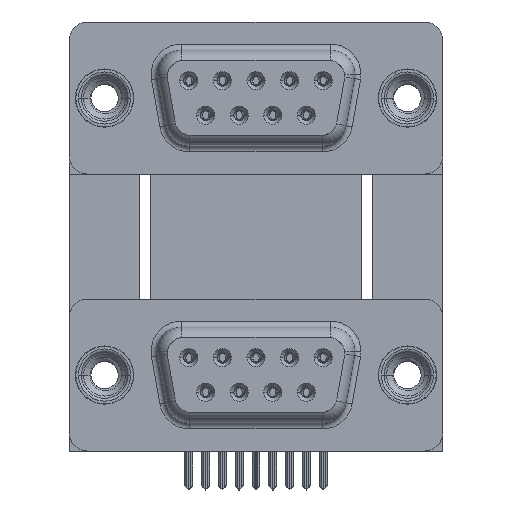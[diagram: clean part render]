
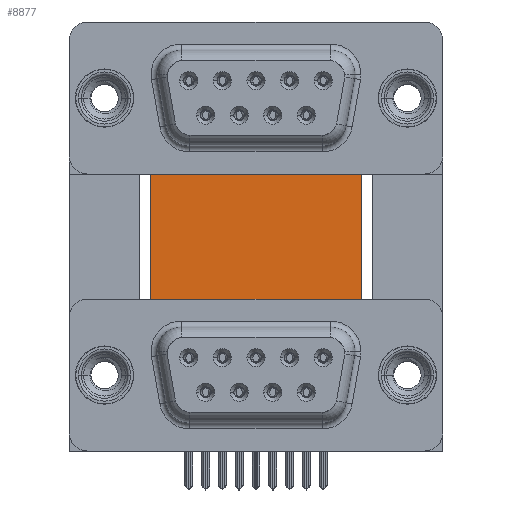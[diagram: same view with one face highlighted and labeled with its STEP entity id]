
A CAD part, top view. The second image highlights one B-rep face of the part: STEP entity #8877.
In plain terms, the highlighted planar face has unit normal (0, 0, 1).
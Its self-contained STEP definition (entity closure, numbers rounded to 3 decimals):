
#252 = VECTOR ( 'NONE', #4270, 1000. ) ;
#254 = EDGE_CURVE ( 'NONE', #22343, #36808, #8671, .T. ) ;
#355 = CARTESIAN_POINT ( 'NONE',  ( 3.79, 16.585, -12. ) ) ;
#943 = DIRECTION ( 'NONE',  ( -1., 0., 0. ) ) ;
#1142 = DIRECTION ( 'NONE',  ( 1., 0., 0. ) ) ;
#1888 = CARTESIAN_POINT ( 'NONE',  ( 3.79, 16.585, -12. ) ) ;
#2063 = CARTESIAN_POINT ( 'NONE',  ( 3.79, -0.735, -12. ) ) ;
#3190 = EDGE_CURVE ( 'NONE', #37337, #13794, #17615, .T. ) ;
#3831 = CARTESIAN_POINT ( 'NONE',  ( 22.59, -4.635, -12. ) ) ;
#4270 = DIRECTION ( 'NONE',  ( -0.336, 0.942, 0. ) ) ;
#5046 = VERTEX_POINT ( 'NONE', #25465 ) ;
#6341 = LINE ( 'NONE', #18671, #15840 ) ;
#6778 = AXIS2_PLACEMENT_3D ( 'NONE', #39182, #6907, #943 ) ;
#6907 = DIRECTION ( 'NONE',  ( 0., 0., -1. ) ) ;
#8296 = LINE ( 'NONE', #1888, #41031 ) ;
#8671 = LINE ( 'NONE', #19064, #33407 ) ;
#8703 = DIRECTION ( 'NONE',  ( 0., -1., 0. ) ) ;
#8877 = ADVANCED_FACE ( 'NONE', ( #17099 ), #26012, .F. ) ;
#9322 = ORIENTED_EDGE ( 'NONE', *, *, #3190, .T. ) ;
#10180 = DIRECTION ( 'NONE',  ( 0., 1., 0. ) ) ;
#12533 = ORIENTED_EDGE ( 'NONE', *, *, #40659, .F. ) ;
#12536 = CARTESIAN_POINT ( 'NONE',  ( 3.79, 16.585, -12. ) ) ;
#12939 = EDGE_CURVE ( 'NONE', #13794, #25932, #32071, .T. ) ;
#12973 = VERTEX_POINT ( 'NONE', #16548 ) ;
#13152 = EDGE_CURVE ( 'NONE', #25932, #22343, #16654, .T. ) ;
#13794 = VERTEX_POINT ( 'NONE', #14068 ) ;
#13847 = ORIENTED_EDGE ( 'NONE', *, *, #12939, .T. ) ;
#14068 = CARTESIAN_POINT ( 'NONE',  ( 2.9, -4.635, -12. ) ) ;
#15295 = ORIENTED_EDGE ( 'NONE', *, *, #254, .T. ) ;
#15840 = VECTOR ( 'NONE', #22249, 1000. ) ;
#16266 = CARTESIAN_POINT ( 'NONE',  ( 2.9, -3.735, -12. ) ) ;
#16548 = CARTESIAN_POINT ( 'NONE',  ( 21.2, -0.735, -12. ) ) ;
#16627 = VECTOR ( 'NONE', #29929, 1000. ) ;
#16654 = LINE ( 'NONE', #26627, #23867 ) ;
#16708 = ORIENTED_EDGE ( 'NONE', *, *, #26888, .T. ) ;
#17099 = FACE_OUTER_BOUND ( 'NONE', #31160, .T. ) ;
#17615 = LINE ( 'NONE', #20791, #16627 ) ;
#17873 = CARTESIAN_POINT ( 'NONE',  ( 22.09, -4.635, -12. ) ) ;
#18671 = CARTESIAN_POINT ( 'NONE',  ( 22.09, -4.635, -12. ) ) ;
#18984 = CARTESIAN_POINT ( 'NONE',  ( 21.2, 16.585, -12. ) ) ;
#19064 = CARTESIAN_POINT ( 'NONE',  ( 22.09, -3.735, -12. ) ) ;
#19200 = VECTOR ( 'NONE', #32022, 1000. ) ;
#19268 = CARTESIAN_POINT ( 'NONE',  ( 2.4, -4.635, -12. ) ) ;
#19476 = DIRECTION ( 'NONE',  ( 1., 0., 0. ) ) ;
#20179 = LINE ( 'NONE', #3831, #252 ) ;
#20791 = CARTESIAN_POINT ( 'NONE',  ( 2.9, -4.635, -12. ) ) ;
#21072 = CARTESIAN_POINT ( 'NONE',  ( 2.9, -3.735, -12. ) ) ;
#22244 = VECTOR ( 'NONE', #19476, 1000. ) ;
#22249 = DIRECTION ( 'NONE',  ( 1., 0., 0. ) ) ;
#22281 = EDGE_CURVE ( 'NONE', #32172, #37337, #38593, .T. ) ;
#22343 = VERTEX_POINT ( 'NONE', #22445 ) ;
#22445 = CARTESIAN_POINT ( 'NONE',  ( 22.09, -3.735, -12. ) ) ;
#23114 = EDGE_CURVE ( 'NONE', #36808, #5046, #6341, .T. ) ;
#23867 = VECTOR ( 'NONE', #1142, 1000. ) ;
#23989 = CARTESIAN_POINT ( 'NONE',  ( 21.2, 16.585, -12. ) ) ;
#25465 = CARTESIAN_POINT ( 'NONE',  ( 22.59, -4.635, -12. ) ) ;
#25932 = VERTEX_POINT ( 'NONE', #16266 ) ;
#26012 = PLANE ( 'NONE',  #6778 ) ;
#26214 = VERTEX_POINT ( 'NONE', #18984 ) ;
#26627 = CARTESIAN_POINT ( 'NONE',  ( 3.79, -3.735, -12. ) ) ;
#26888 = EDGE_CURVE ( 'NONE', #31919, #32172, #8296, .T. ) ;
#29929 = DIRECTION ( 'NONE',  ( 1., 0., 0. ) ) ;
#30773 = ORIENTED_EDGE ( 'NONE', *, *, #34619, .T. ) ;
#31160 = EDGE_LOOP ( 'NONE', ( #41364, #15295, #32873, #30773, #33479, #12533, #16708, #32287, #9322, #13847 ) ) ;
#31919 = VERTEX_POINT ( 'NONE', #12536 ) ;
#32022 = DIRECTION ( 'NONE',  ( -0.336, -0.942, 0. ) ) ;
#32071 = LINE ( 'NONE', #21072, #36717 ) ;
#32172 = VERTEX_POINT ( 'NONE', #2063 ) ;
#32287 = ORIENTED_EDGE ( 'NONE', *, *, #22281, .T. ) ;
#32873 = ORIENTED_EDGE ( 'NONE', *, *, #23114, .T. ) ;
#33407 = VECTOR ( 'NONE', #38384, 1000. ) ;
#33479 = ORIENTED_EDGE ( 'NONE', *, *, #33686, .F. ) ;
#33686 = EDGE_CURVE ( 'NONE', #26214, #12973, #37368, .T. ) ;
#34619 = EDGE_CURVE ( 'NONE', #5046, #12973, #20179, .T. ) ;
#35188 = LINE ( 'NONE', #355, #22244 ) ;
#35191 = CARTESIAN_POINT ( 'NONE',  ( 2.4, -4.635, -12. ) ) ;
#36717 = VECTOR ( 'NONE', #10180, 1000. ) ;
#36808 = VERTEX_POINT ( 'NONE', #17873 ) ;
#37337 = VERTEX_POINT ( 'NONE', #35191 ) ;
#37367 = DIRECTION ( 'NONE',  ( 0., -1., 0. ) ) ;
#37368 = LINE ( 'NONE', #23989, #38496 ) ;
#38384 = DIRECTION ( 'NONE',  ( 0., -1., 0. ) ) ;
#38496 = VECTOR ( 'NONE', #8703, 1000. ) ;
#38593 = LINE ( 'NONE', #19268, #19200 ) ;
#39182 = CARTESIAN_POINT ( 'NONE',  ( 3.79, 16.585, -12. ) ) ;
#40659 = EDGE_CURVE ( 'NONE', #31919, #26214, #35188, .T. ) ;
#41031 = VECTOR ( 'NONE', #37367, 1000. ) ;
#41364 = ORIENTED_EDGE ( 'NONE', *, *, #13152, .T. ) ;
